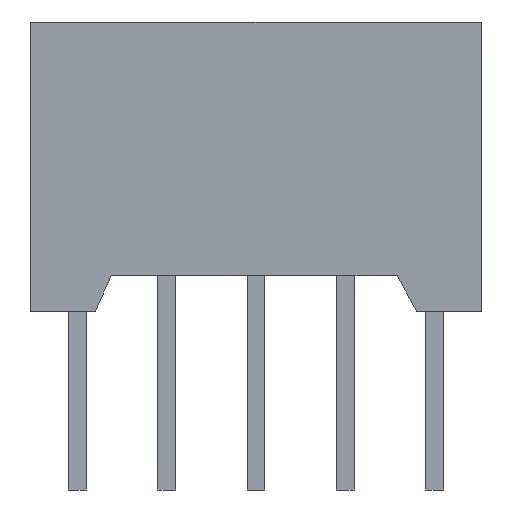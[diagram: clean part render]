
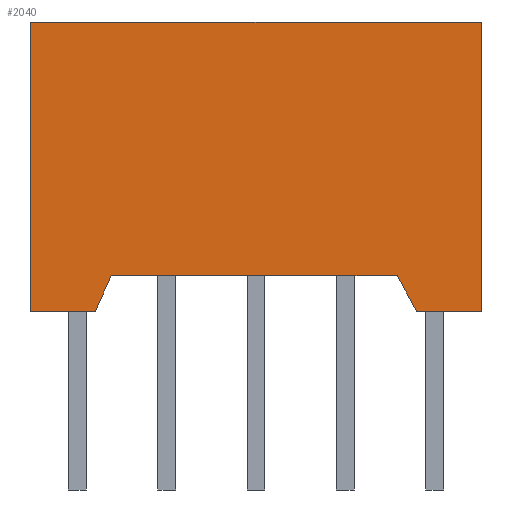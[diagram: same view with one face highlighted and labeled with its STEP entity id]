
A CAD part, front view. The second image highlights one B-rep face of the part: STEP entity #2040.
In plain terms, the highlighted planar face has unit normal (0, -1, 0).
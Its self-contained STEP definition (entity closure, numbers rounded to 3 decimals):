
#22 = VERTEX_POINT('',#23);
#23 = CARTESIAN_POINT('',(0.,0.,8.1));
#32 = PLANE('',#33);
#33 = AXIS2_PLACEMENT_3D('',#34,#35,#36);
#34 = CARTESIAN_POINT('',(0.,0.,0.));
#35 = DIRECTION('',(1.,0.,0.));
#36 = DIRECTION('',(0.,0.,1.));
#44 = PLANE('',#45);
#45 = AXIS2_PLACEMENT_3D('',#46,#47,#48);
#46 = CARTESIAN_POINT('',(0.,0.,8.1));
#47 = DIRECTION('',(0.,0.,1.));
#48 = DIRECTION('',(1.,0.,0.));
#56 = EDGE_CURVE('',#57,#22,#59,.T.);
#57 = VERTEX_POINT('',#58);
#58 = CARTESIAN_POINT('',(0.,0.,0.));
#59 = SURFACE_CURVE('',#60,(#64,#71),.PCURVE_S1.);
#60 = LINE('',#61,#62);
#61 = CARTESIAN_POINT('',(0.,0.,0.));
#62 = VECTOR('',#63,1.);
#63 = DIRECTION('',(0.,0.,1.));
#64 = PCURVE('',#32,#65);
#65 = DEFINITIONAL_REPRESENTATION('',(#66),#70);
#66 = LINE('',#67,#68);
#67 = CARTESIAN_POINT('',(0.,0.));
#68 = VECTOR('',#69,1.);
#69 = DIRECTION('',(1.,0.));
#70 = ( GEOMETRIC_REPRESENTATION_CONTEXT(2) 
PARAMETRIC_REPRESENTATION_CONTEXT() REPRESENTATION_CONTEXT('2D SPACE',''
  ) );
#71 = PCURVE('',#72,#77);
#72 = PLANE('',#73);
#73 = AXIS2_PLACEMENT_3D('',#74,#75,#76);
#74 = CARTESIAN_POINT('',(0.,0.,0.));
#75 = DIRECTION('',(0.,1.,0.));
#76 = DIRECTION('',(0.,0.,1.));
#77 = DEFINITIONAL_REPRESENTATION('',(#78),#82);
#78 = LINE('',#79,#80);
#79 = CARTESIAN_POINT('',(0.,0.));
#80 = VECTOR('',#81,1.);
#81 = DIRECTION('',(1.,0.));
#82 = ( GEOMETRIC_REPRESENTATION_CONTEXT(2) 
PARAMETRIC_REPRESENTATION_CONTEXT() REPRESENTATION_CONTEXT('2D SPACE',''
  ) );
#100 = PLANE('',#101);
#101 = AXIS2_PLACEMENT_3D('',#102,#103,#104);
#102 = CARTESIAN_POINT('',(0.,0.,0.));
#103 = DIRECTION('',(0.,0.,1.));
#104 = DIRECTION('',(1.,0.,0.));
#249 = EDGE_CURVE('',#22,#250,#252,.T.);
#250 = VERTEX_POINT('',#251);
#251 = CARTESIAN_POINT('',(12.6,0.,8.1));
#252 = SURFACE_CURVE('',#253,(#257,#264),.PCURVE_S1.);
#253 = LINE('',#254,#255);
#254 = CARTESIAN_POINT('',(0.,0.,8.1));
#255 = VECTOR('',#256,1.);
#256 = DIRECTION('',(1.,0.,0.));
#257 = PCURVE('',#44,#258);
#258 = DEFINITIONAL_REPRESENTATION('',(#259),#263);
#259 = LINE('',#260,#261);
#260 = CARTESIAN_POINT('',(0.,0.));
#261 = VECTOR('',#262,1.);
#262 = DIRECTION('',(1.,0.));
#263 = ( GEOMETRIC_REPRESENTATION_CONTEXT(2) 
PARAMETRIC_REPRESENTATION_CONTEXT() REPRESENTATION_CONTEXT('2D SPACE',''
  ) );
#264 = PCURVE('',#72,#265);
#265 = DEFINITIONAL_REPRESENTATION('',(#266),#270);
#266 = LINE('',#267,#268);
#267 = CARTESIAN_POINT('',(8.1,0.));
#268 = VECTOR('',#269,1.);
#269 = DIRECTION('',(0.,1.));
#270 = ( GEOMETRIC_REPRESENTATION_CONTEXT(2) 
PARAMETRIC_REPRESENTATION_CONTEXT() REPRESENTATION_CONTEXT('2D SPACE',''
  ) );
#288 = PLANE('',#289);
#289 = AXIS2_PLACEMENT_3D('',#290,#291,#292);
#290 = CARTESIAN_POINT('',(12.6,0.,0.));
#291 = DIRECTION('',(1.,0.,0.));
#292 = DIRECTION('',(0.,0.,1.));
#1944 = EDGE_CURVE('',#57,#1945,#1947,.T.);
#1945 = VERTEX_POINT('',#1946);
#1946 = CARTESIAN_POINT('',(1.8,0.,0.));
#1947 = SURFACE_CURVE('',#1948,(#1952,#1959),.PCURVE_S1.);
#1948 = LINE('',#1949,#1950);
#1949 = CARTESIAN_POINT('',(0.,0.,0.));
#1950 = VECTOR('',#1951,1.);
#1951 = DIRECTION('',(1.,0.,0.));
#1952 = PCURVE('',#100,#1953);
#1953 = DEFINITIONAL_REPRESENTATION('',(#1954),#1958);
#1954 = LINE('',#1955,#1956);
#1955 = CARTESIAN_POINT('',(0.,0.));
#1956 = VECTOR('',#1957,1.);
#1957 = DIRECTION('',(1.,0.));
#1958 = ( GEOMETRIC_REPRESENTATION_CONTEXT(2) 
PARAMETRIC_REPRESENTATION_CONTEXT() REPRESENTATION_CONTEXT('2D SPACE',''
  ) );
#1959 = PCURVE('',#72,#1960);
#1960 = DEFINITIONAL_REPRESENTATION('',(#1961),#1965);
#1961 = LINE('',#1962,#1963);
#1962 = CARTESIAN_POINT('',(0.,0.));
#1963 = VECTOR('',#1964,1.);
#1964 = DIRECTION('',(0.,1.));
#1965 = ( GEOMETRIC_REPRESENTATION_CONTEXT(2) 
PARAMETRIC_REPRESENTATION_CONTEXT() REPRESENTATION_CONTEXT('2D SPACE',''
  ) );
#1983 = PLANE('',#1984);
#1984 = AXIS2_PLACEMENT_3D('',#1985,#1986,#1987);
#1985 = CARTESIAN_POINT('',(2.25,-1.,1.));
#1986 = DIRECTION('',(-0.912,0.,0.41)
  );
#1987 = DIRECTION('',(-0.41,0.,
    -0.912));
#2040 = ADVANCED_FACE('',(#2041),#72,.F.);
#2041 = FACE_BOUND('',#2042,.F.);
#2042 = EDGE_LOOP('',(#2043,#2044,#2045,#2046,#2069,#2097,#2123,#2150));
#2043 = ORIENTED_EDGE('',*,*,#1944,.F.);
#2044 = ORIENTED_EDGE('',*,*,#56,.T.);
#2045 = ORIENTED_EDGE('',*,*,#249,.T.);
#2046 = ORIENTED_EDGE('',*,*,#2047,.F.);
#2047 = EDGE_CURVE('',#2048,#250,#2050,.T.);
#2048 = VERTEX_POINT('',#2049);
#2049 = CARTESIAN_POINT('',(12.6,0.,0.));
#2050 = SURFACE_CURVE('',#2051,(#2055,#2062),.PCURVE_S1.);
#2051 = LINE('',#2052,#2053);
#2052 = CARTESIAN_POINT('',(12.6,0.,0.));
#2053 = VECTOR('',#2054,1.);
#2054 = DIRECTION('',(0.,0.,1.));
#2055 = PCURVE('',#72,#2056);
#2056 = DEFINITIONAL_REPRESENTATION('',(#2057),#2061);
#2057 = LINE('',#2058,#2059);
#2058 = CARTESIAN_POINT('',(0.,12.6));
#2059 = VECTOR('',#2060,1.);
#2060 = DIRECTION('',(1.,0.));
#2061 = ( GEOMETRIC_REPRESENTATION_CONTEXT(2) 
PARAMETRIC_REPRESENTATION_CONTEXT() REPRESENTATION_CONTEXT('2D SPACE',''
  ) );
#2062 = PCURVE('',#288,#2063);
#2063 = DEFINITIONAL_REPRESENTATION('',(#2064),#2068);
#2064 = LINE('',#2065,#2066);
#2065 = CARTESIAN_POINT('',(0.,0.));
#2066 = VECTOR('',#2067,1.);
#2067 = DIRECTION('',(1.,0.));
#2068 = ( GEOMETRIC_REPRESENTATION_CONTEXT(2) 
PARAMETRIC_REPRESENTATION_CONTEXT() REPRESENTATION_CONTEXT('2D SPACE',''
  ) );
#2069 = ORIENTED_EDGE('',*,*,#2070,.F.);
#2070 = EDGE_CURVE('',#2071,#2048,#2073,.T.);
#2071 = VERTEX_POINT('',#2072);
#2072 = CARTESIAN_POINT('',(10.8,0.,0.));
#2073 = SURFACE_CURVE('',#2074,(#2078,#2085),.PCURVE_S1.);
#2074 = LINE('',#2075,#2076);
#2075 = CARTESIAN_POINT('',(0.,0.,0.));
#2076 = VECTOR('',#2077,1.);
#2077 = DIRECTION('',(1.,0.,0.));
#2078 = PCURVE('',#72,#2079);
#2079 = DEFINITIONAL_REPRESENTATION('',(#2080),#2084);
#2080 = LINE('',#2081,#2082);
#2081 = CARTESIAN_POINT('',(0.,0.));
#2082 = VECTOR('',#2083,1.);
#2083 = DIRECTION('',(0.,1.));
#2084 = ( GEOMETRIC_REPRESENTATION_CONTEXT(2) 
PARAMETRIC_REPRESENTATION_CONTEXT() REPRESENTATION_CONTEXT('2D SPACE',''
  ) );
#2085 = PCURVE('',#2086,#2091);
#2086 = PLANE('',#2087);
#2087 = AXIS2_PLACEMENT_3D('',#2088,#2089,#2090);
#2088 = CARTESIAN_POINT('',(0.,0.,0.));
#2089 = DIRECTION('',(0.,0.,1.));
#2090 = DIRECTION('',(1.,0.,0.));
#2091 = DEFINITIONAL_REPRESENTATION('',(#2092),#2096);
#2092 = LINE('',#2093,#2094);
#2093 = CARTESIAN_POINT('',(0.,0.));
#2094 = VECTOR('',#2095,1.);
#2095 = DIRECTION('',(1.,0.));
#2096 = ( GEOMETRIC_REPRESENTATION_CONTEXT(2) 
PARAMETRIC_REPRESENTATION_CONTEXT() REPRESENTATION_CONTEXT('2D SPACE',''
  ) );
#2097 = ORIENTED_EDGE('',*,*,#2098,.T.);
#2098 = EDGE_CURVE('',#2071,#2099,#2101,.T.);
#2099 = VERTEX_POINT('',#2100);
#2100 = CARTESIAN_POINT('',(10.25,0.,1.));
#2101 = SURFACE_CURVE('',#2102,(#2106,#2112),.PCURVE_S1.);
#2102 = LINE('',#2103,#2104);
#2103 = CARTESIAN_POINT('',(9.271,0.,2.78));
#2104 = VECTOR('',#2105,1.);
#2105 = DIRECTION('',(-0.482,0.,0.876));
#2106 = PCURVE('',#72,#2107);
#2107 = DEFINITIONAL_REPRESENTATION('',(#2108),#2111);
#2108 = B_SPLINE_CURVE_WITH_KNOTS('',1,(#2109,#2110),.UNSPECIFIED.,.F.,
  .F.,(2,2),(-3.287,-1.918),.PIECEWISE_BEZIER_KNOTS.);
#2109 = CARTESIAN_POINT('',(-0.1,10.855));
#2110 = CARTESIAN_POINT('',(1.1,10.195));
#2111 = ( GEOMETRIC_REPRESENTATION_CONTEXT(2) 
PARAMETRIC_REPRESENTATION_CONTEXT() REPRESENTATION_CONTEXT('2D SPACE',''
  ) );
#2112 = PCURVE('',#2113,#2118);
#2113 = PLANE('',#2114);
#2114 = AXIS2_PLACEMENT_3D('',#2115,#2116,#2117);
#2115 = CARTESIAN_POINT('',(10.25,-1.,1.));
#2116 = DIRECTION('',(-0.876,0.,
    -0.482));
#2117 = DIRECTION('',(0.482,0.,-0.876
    ));
#2118 = DEFINITIONAL_REPRESENTATION('',(#2119),#2122);
#2119 = B_SPLINE_CURVE_WITH_KNOTS('',1,(#2120,#2121),.UNSPECIFIED.,.F.,
  .F.,(2,2),(-3.287,-1.918),.PIECEWISE_BEZIER_KNOTS.);
#2120 = CARTESIAN_POINT('',(1.255,-1.));
#2121 = CARTESIAN_POINT('',(-0.114,-1.));
#2122 = ( GEOMETRIC_REPRESENTATION_CONTEXT(2) 
PARAMETRIC_REPRESENTATION_CONTEXT() REPRESENTATION_CONTEXT('2D SPACE',''
  ) );
#2123 = ORIENTED_EDGE('',*,*,#2124,.T.);
#2124 = EDGE_CURVE('',#2099,#2125,#2127,.T.);
#2125 = VERTEX_POINT('',#2126);
#2126 = CARTESIAN_POINT('',(2.25,0.,1.));
#2127 = SURFACE_CURVE('',#2128,(#2132,#2138),.PCURVE_S1.);
#2128 = LINE('',#2129,#2130);
#2129 = CARTESIAN_POINT('',(1.125,0.,1.));
#2130 = VECTOR('',#2131,1.);
#2131 = DIRECTION('',(-1.,0.,0.));
#2132 = PCURVE('',#72,#2133);
#2133 = DEFINITIONAL_REPRESENTATION('',(#2134),#2137);
#2134 = B_SPLINE_CURVE_WITH_KNOTS('',1,(#2135,#2136),.UNSPECIFIED.,.F.,
  .F.,(2,2),(-9.925,-0.325),.PIECEWISE_BEZIER_KNOTS.);
#2135 = CARTESIAN_POINT('',(1.,11.05));
#2136 = CARTESIAN_POINT('',(1.,1.45));
#2137 = ( GEOMETRIC_REPRESENTATION_CONTEXT(2) 
PARAMETRIC_REPRESENTATION_CONTEXT() REPRESENTATION_CONTEXT('2D SPACE',''
  ) );
#2138 = PCURVE('',#2139,#2144);
#2139 = PLANE('',#2140);
#2140 = AXIS2_PLACEMENT_3D('',#2141,#2142,#2143);
#2141 = CARTESIAN_POINT('',(6.293,9.5,1.));
#2142 = DIRECTION('',(0.,0.,-1.));
#2143 = DIRECTION('',(0.,-1.,0.));
#2144 = DEFINITIONAL_REPRESENTATION('',(#2145),#2149);
#2145 = LINE('',#2146,#2147);
#2146 = CARTESIAN_POINT('',(9.5,5.168));
#2147 = VECTOR('',#2148,1.);
#2148 = DIRECTION('',(0.,1.));
#2149 = ( GEOMETRIC_REPRESENTATION_CONTEXT(2) 
PARAMETRIC_REPRESENTATION_CONTEXT() REPRESENTATION_CONTEXT('2D SPACE',''
  ) );
#2150 = ORIENTED_EDGE('',*,*,#2151,.F.);
#2151 = EDGE_CURVE('',#1945,#2125,#2152,.T.);
#2152 = SURFACE_CURVE('',#2153,(#2157,#2163),.PCURVE_S1.);
#2153 = LINE('',#2154,#2155);
#2154 = CARTESIAN_POINT('',(1.873,0.,0.163));
#2155 = VECTOR('',#2156,1.);
#2156 = DIRECTION('',(0.41,0.,0.912));
#2157 = PCURVE('',#72,#2158);
#2158 = DEFINITIONAL_REPRESENTATION('',(#2159),#2162);
#2159 = B_SPLINE_CURVE_WITH_KNOTS('',1,(#2160,#2161),.UNSPECIFIED.,.F.,
  .F.,(2,2),(-0.289,1.027),.PIECEWISE_BEZIER_KNOTS.);
#2160 = CARTESIAN_POINT('',(-0.1,1.755));
#2161 = CARTESIAN_POINT('',(1.1,2.295));
#2162 = ( GEOMETRIC_REPRESENTATION_CONTEXT(2) 
PARAMETRIC_REPRESENTATION_CONTEXT() REPRESENTATION_CONTEXT('2D SPACE',''
  ) );
#2163 = PCURVE('',#1983,#2164);
#2164 = DEFINITIONAL_REPRESENTATION('',(#2165),#2168);
#2165 = B_SPLINE_CURVE_WITH_KNOTS('',1,(#2166,#2167),.UNSPECIFIED.,.F.,
  .F.,(2,2),(-0.289,1.027),.PIECEWISE_BEZIER_KNOTS.);
#2166 = CARTESIAN_POINT('',(1.206,-1.));
#2167 = CARTESIAN_POINT('',(-0.11,-1.));
#2168 = ( GEOMETRIC_REPRESENTATION_CONTEXT(2) 
PARAMETRIC_REPRESENTATION_CONTEXT() REPRESENTATION_CONTEXT('2D SPACE',''
  ) );
